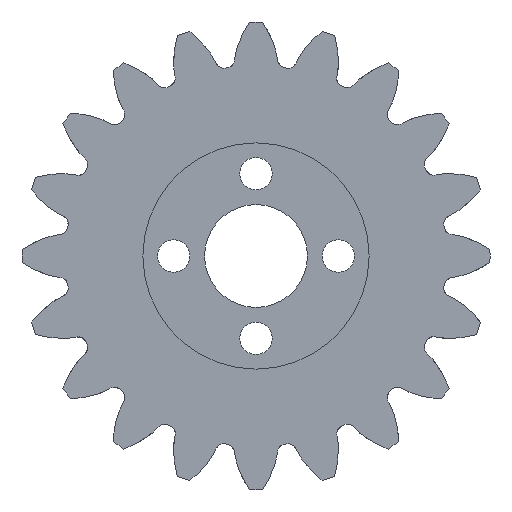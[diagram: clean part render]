
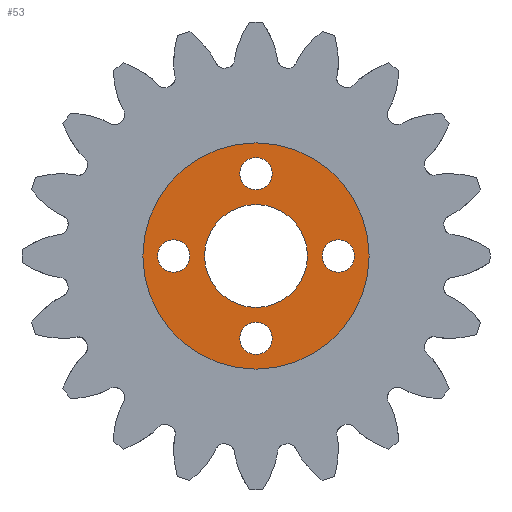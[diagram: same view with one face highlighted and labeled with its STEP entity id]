
A CAD part, front view. The second image highlights one B-rep face of the part: STEP entity #53.
In plain terms, the highlighted planar face has unit normal (0, -1, 0).
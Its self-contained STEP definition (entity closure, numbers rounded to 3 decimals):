
#53=ADVANCED_FACE('',(#210,#212,#214,#216,#218,#220),#222,.T.);
#210=FACE_BOUND('',#211,.T.);
#211=EDGE_LOOP('',(#1271));
#212=FACE_BOUND('',#213,.T.);
#213=EDGE_LOOP('',(#1272));
#214=FACE_BOUND('',#215,.T.);
#215=EDGE_LOOP('',(#1273));
#216=FACE_BOUND('',#217,.T.);
#217=EDGE_LOOP('',(#1274));
#218=FACE_BOUND('',#219,.T.);
#219=EDGE_LOOP('',(#1275));
#220=FACE_BOUND('',#221,.T.);
#221=EDGE_LOOP('',(#1276));
#222=PLANE('',#223);
#223=AXIS2_PLACEMENT_3D('',#224,#225,#226);
#224=CARTESIAN_POINT('',(0.,2.1,0.));
#225=DIRECTION('',(0.,-1.,0.));
#226=DIRECTION('',(0.,0.,1.));
#1271=ORIENTED_EDGE('',*,*,#3279,.T.);
#1272=ORIENTED_EDGE('',*,*,#3280,.T.);
#1273=ORIENTED_EDGE('',*,*,#3281,.T.);
#1274=ORIENTED_EDGE('',*,*,#3282,.T.);
#1275=ORIENTED_EDGE('',*,*,#3283,.T.);
#1276=ORIENTED_EDGE('',*,*,#3284,.T.);
#3279=EDGE_CURVE('',#3723,#3723,#3724,.T.);
#3280=EDGE_CURVE('',#3725,#3725,#3726,.F.);
#3281=EDGE_CURVE('',#3727,#3727,#3728,.F.);
#3282=EDGE_CURVE('',#3729,#3729,#3730,.F.);
#3283=EDGE_CURVE('',#3731,#3731,#3732,.F.);
#3284=EDGE_CURVE('',#3733,#3733,#3734,.F.);
#3723=VERTEX_POINT('',#4467);
#3724=CIRCLE('',#4468,11.);
#3725=VERTEX_POINT('',#4472);
#3726=CIRCLE('',#4473,5.);
#3727=VERTEX_POINT('',#4477);
#3728=CIRCLE('',#4478,1.575);
#3729=VERTEX_POINT('',#4482);
#3730=CIRCLE('',#4483,1.575);
#3731=VERTEX_POINT('',#4487);
#3732=CIRCLE('',#4488,1.575);
#3733=VERTEX_POINT('',#4492);
#3734=CIRCLE('',#4493,1.575);
#4467=CARTESIAN_POINT('',(0.,2.1,11.));
#4468=AXIS2_PLACEMENT_3D('',#4469,#4470,#4471);
#4469=CARTESIAN_POINT('',(0.,2.1,0.));
#4470=DIRECTION('',(0.,-1.,0.));
#4471=DIRECTION('',(0.,0.,1.));
#4472=CARTESIAN_POINT('',(5.,2.1,0.));
#4473=AXIS2_PLACEMENT_3D('',#4474,#4475,#4476);
#4474=CARTESIAN_POINT('',(0.,2.1,0.));
#4475=DIRECTION('',(0.,-1.,0.));
#4476=DIRECTION('',(1.,0.,0.));
#4477=CARTESIAN_POINT('',(0.,2.1,-6.425));
#4478=AXIS2_PLACEMENT_3D('',#4479,#4480,#4481);
#4479=CARTESIAN_POINT('',(0.,2.1,-8.));
#4480=DIRECTION('',(0.,-1.,0.));
#4481=DIRECTION('',(0.,0.,1.));
#4482=CARTESIAN_POINT('',(6.425,2.1,0.));
#4483=AXIS2_PLACEMENT_3D('',#4484,#4485,#4486);
#4484=CARTESIAN_POINT('',(8.,2.1,0.));
#4485=DIRECTION('',(0.,-1.,0.));
#4486=DIRECTION('',(-1.,0.,0.));
#4487=CARTESIAN_POINT('',(0.,2.1,6.425));
#4488=AXIS2_PLACEMENT_3D('',#4489,#4490,#4491);
#4489=CARTESIAN_POINT('',(0.,2.1,8.));
#4490=DIRECTION('',(0.,-1.,0.));
#4491=DIRECTION('',(0.,0.,-1.));
#4492=CARTESIAN_POINT('',(-6.425,2.1,0.));
#4493=AXIS2_PLACEMENT_3D('',#4494,#4495,#4496);
#4494=CARTESIAN_POINT('',(-8.,2.1,0.));
#4495=DIRECTION('',(0.,-1.,0.));
#4496=DIRECTION('',(1.,0.,0.));
